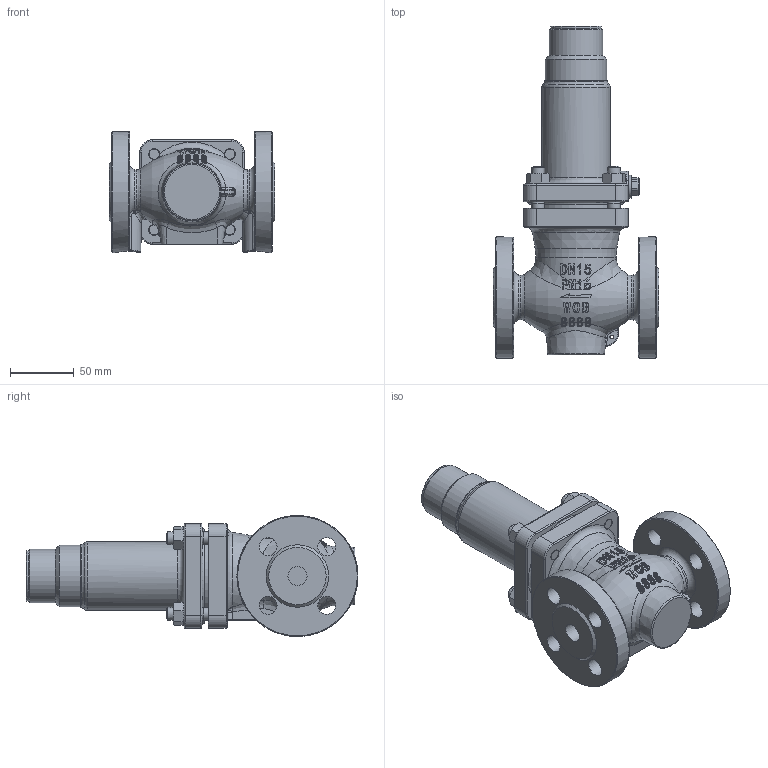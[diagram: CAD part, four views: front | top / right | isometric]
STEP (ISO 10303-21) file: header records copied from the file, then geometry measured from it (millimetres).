
FILE_DESCRIPTION (( 'STEP AP214' ), '1' );
FILE_NAME ('V230YLFYMFTJJGZJ.15.16-25 V230压力阀硬密封调节机构组件0225.STEP', '2025-02-26T05:39:37', ( '' ), ( '' ), 'SwSTEP 2.0', 'SolidWorks 2020', '' );
FILE_SCHEMA (( 'AUTOMOTIVE_DESIGN' ));
Length unit declared in the file: millimetre
Products named in the file (1): V230YLFYMFTJJGZJ.15.16-25 V230压力阀硬密封调节机构组件0225
Bounding box: 130 x 260.5 x 95 mm (x, y, z)
Volume: 1023149.7 mm3; surface area: 116192.1 mm2
Topology: 1 solids, 1 shells, 616 faces, 1546 edges, 961 vertices
Faces by surface type: bspline 177, plane 170, cylinder 111, cone 85, torus 73
Full cylindrical faces by diameter (mm): 2.6 x4, 3 x1, 8.5 x4, 10 x9, 12.5 x2, 14 x8, 15 x2, 18 x1, 18.5 x2, 20 x1, 40 x1, 42 x1, 48 x1, 50 x1, 54 x1, 64.8 x1, 95 x2
Entity records: 41718 total; most frequent: CARTESIAN_POINT 23504, ORIENTED_EDGE 2812, DIRECTION 1990, EDGE_CURVE 1406, VERTEX_POINT 910, AXIS2_PLACEMENT_3D 842, EDGE_LOOP 760, FACE_OUTER_BOUND 671
